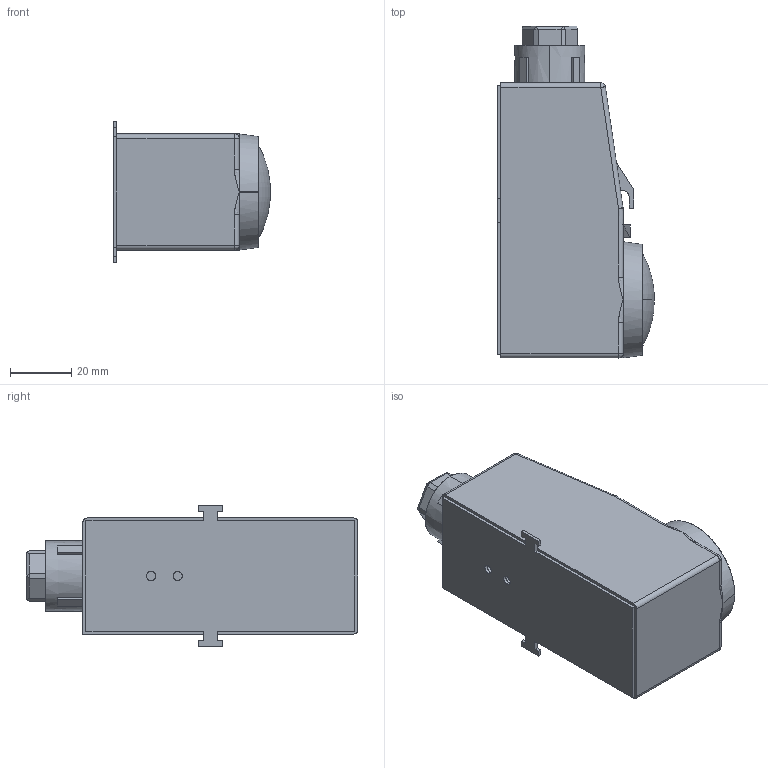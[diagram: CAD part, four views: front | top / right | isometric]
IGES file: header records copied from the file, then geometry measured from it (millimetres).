
Start section: SolidWorks IGES file using analytic representation for surfaces
Global section: file name: Prilozny termostat THP-90.IGS; native system: SolidWorks 2012; preprocessor: SolidWorks 2012; author: cerny; date: 130220.122330; units: millimetre
Bounding box: 51.2 x 108.6 x 46 mm (x, y, z)
Surface area: 26098.7 mm2 (no closed solid volume)
Topology: 0 solids, 0 shells, 133 faces, 1285 edges, 1277 vertices
Faces by surface type: bspline 96, revolution 37
